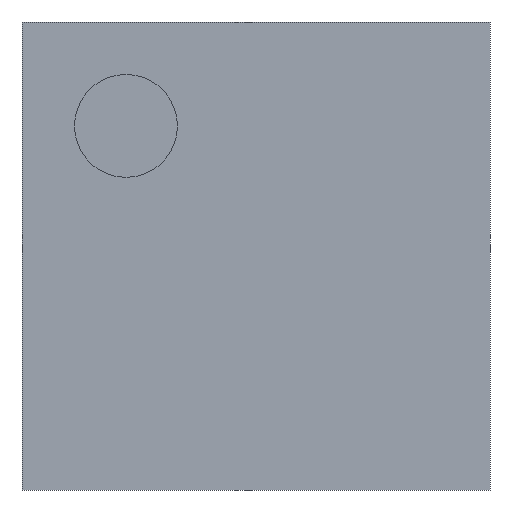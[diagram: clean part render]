
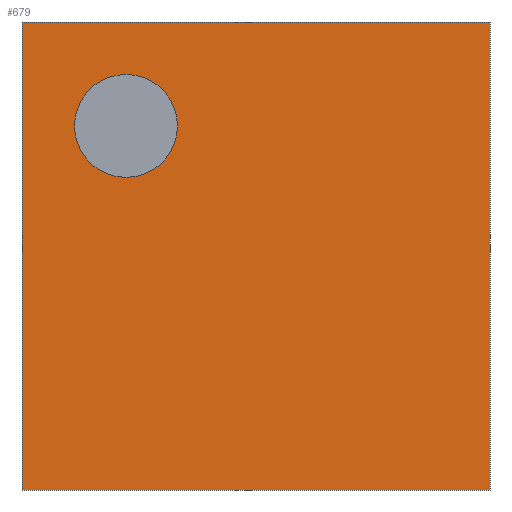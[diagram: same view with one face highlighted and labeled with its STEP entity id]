
A CAD part, front view. The second image highlights one B-rep face of the part: STEP entity #679.
In plain terms, the highlighted planar face has unit normal (0, -1, 0).
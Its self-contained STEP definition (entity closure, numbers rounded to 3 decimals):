
#27=FACE_BOUND('',#125,.T.);
#34=PLANE('',#746);
#79=FACE_OUTER_BOUND('',#124,.T.);
#124=EDGE_LOOP('',(#516,#517,#518,#519));
#125=EDGE_LOOP('',(#520));
#166=LINE('',#983,#254);
#169=LINE('',#989,#257);
#172=LINE('',#995,#260);
#175=LINE('',#999,#263);
#254=VECTOR('',#799,10.);
#257=VECTOR('',#804,10.);
#260=VECTOR('',#809,10.);
#263=VECTOR('',#814,10.);
#339=CIRCLE('',#738,0.165);
#341=VERTEX_POINT('',#970);
#345=VERTEX_POINT('',#980);
#346=VERTEX_POINT('',#982);
#348=VERTEX_POINT('',#988);
#350=VERTEX_POINT('',#994);
#401=EDGE_CURVE('',#341,#341,#339,.T.);
#406=EDGE_CURVE('',#346,#345,#166,.T.);
#409=EDGE_CURVE('',#348,#346,#169,.T.);
#412=EDGE_CURVE('',#350,#348,#172,.T.);
#415=EDGE_CURVE('',#345,#350,#175,.T.);
#516=ORIENTED_EDGE('',*,*,#415,.T.);
#517=ORIENTED_EDGE('',*,*,#412,.T.);
#518=ORIENTED_EDGE('',*,*,#409,.T.);
#519=ORIENTED_EDGE('',*,*,#406,.T.);
#520=ORIENTED_EDGE('',*,*,#401,.T.);
#679=ADVANCED_FACE('',(#79,#27),#34,.T.);
#738=AXIS2_PLACEMENT_3D('',#971,#788,#789);
#746=AXIS2_PLACEMENT_3D('',#1001,#817,#818);
#788=DIRECTION('center_axis',(0.,1.,0.));
#789=DIRECTION('ref_axis',(-1.,0.,0.));
#799=DIRECTION('',(1.,0.,0.));
#804=DIRECTION('',(0.,0.,-1.));
#809=DIRECTION('',(-1.,0.,0.));
#814=DIRECTION('',(0.,0.,1.));
#817=DIRECTION('center_axis',(0.,-1.,0.));
#818=DIRECTION('ref_axis',(0.,0.,-1.));
#970=CARTESIAN_POINT('',(-0.252,-0.8,0.417));
#971=CARTESIAN_POINT('Origin',(-0.417,-0.8,0.417));
#980=CARTESIAN_POINT('',(0.75,-0.8,-0.75));
#982=CARTESIAN_POINT('',(-0.75,-0.8,-0.75));
#983=CARTESIAN_POINT('',(-0.75,-0.8,-0.75));
#988=CARTESIAN_POINT('',(-0.75,-0.8,0.75));
#989=CARTESIAN_POINT('',(-0.75,-0.8,0.75));
#994=CARTESIAN_POINT('',(0.75,-0.8,0.75));
#995=CARTESIAN_POINT('',(0.75,-0.8,0.75));
#999=CARTESIAN_POINT('',(0.75,-0.8,-0.75));
#1001=CARTESIAN_POINT('Origin',(0.,-0.8,0.));
